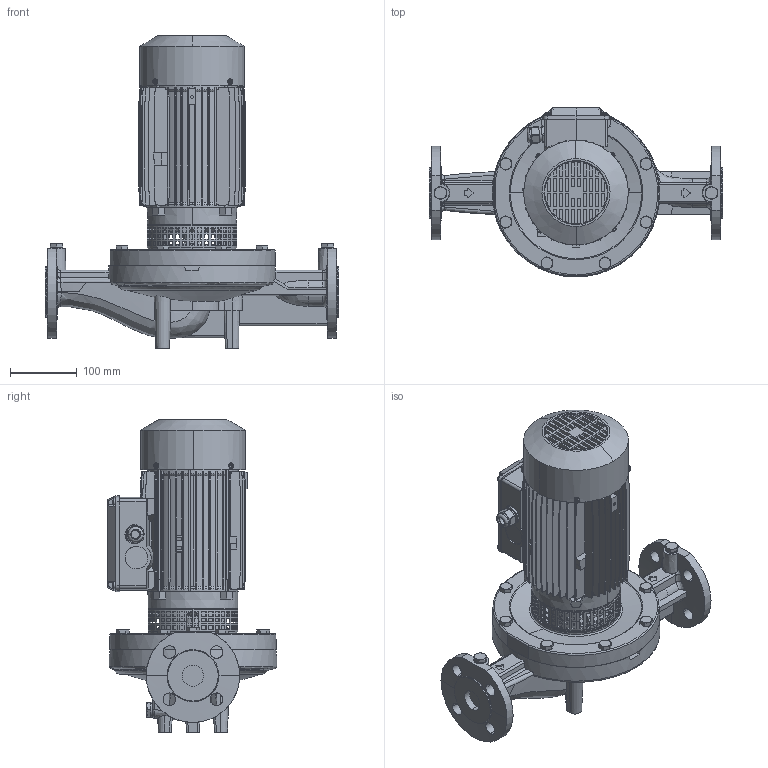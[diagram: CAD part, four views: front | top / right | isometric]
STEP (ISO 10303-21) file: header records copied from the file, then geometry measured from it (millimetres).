
FILE_DESCRIPTION (( 'STEP AP203' ), '1' );
FILE_NAME ('4.93.504.38swa01.step', '2023-06-09T08:15:30', ( '' ), ( '' ), 'SwSTEP 2.0', 'SolidWorks 2020', '' );
FILE_SCHEMA (( 'CONFIG_CONTROL_DESIGN' ));
Length unit declared in the file: millimetre
Products named in the file (8): Copia di M10x35_UNI_5739_ingombri3D^4.93.504.38swa01; 10008977swp00; Copia di 80R1L_SZ_V1^4.93.504.38swa01; 2_66_122_SEMPLIFICATO; Copia di G3_8x9_fake^4.93.504.38swa01; 4.93.504.38swa01; Copia di G1_4x7_5_fake^4.93.504.38swa01; Copia di 1_66_180_REV02_semplificato^4.93.504.38swa01
Assembly tree (15 placements, depth 2):
  4.93.504.38swa01
    Copia di 1_66_180_REV02_semplificato^4.93.504.38swa01
    Copia di G1_4x7_5_fake^4.93.504.38swa01  x2
    Copia di M10x35_UNI_5739_ingombri3D^4.93.504.38swa01  x8
    Copia di 80R1L_SZ_V1^4.93.504.38swa01
    Copia di G3_8x9_fake^4.93.504.38swa01
    10008977swp00
    2_66_122_SEMPLIFICATO
Bounding box: 440 x 254.56 x 469 mm (x, y, z)
Volume: 10060069.9 mm3; surface area: 880138 mm2
Topology: 16 solids, 16 shells, 3212 faces, 9082 edges, 5999 vertices
Faces by surface type: plane 1466, bspline 1171, cylinder 320, cone 224, sphere 16, torus 15
Entity records: 164629 total; most frequent: CARTESIAN_POINT 89692, ORIENTED_EDGE 17456, DIRECTION 11802, EDGE_CURVE 8728, VERTEX_POINT 5789, LINE 5488, VECTOR 5488, EDGE_LOOP 3411
